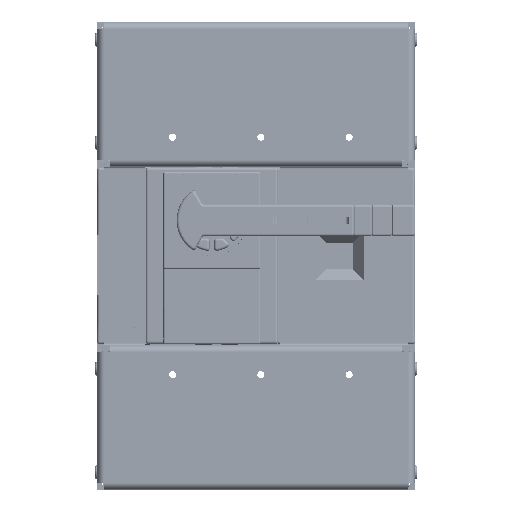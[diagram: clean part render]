
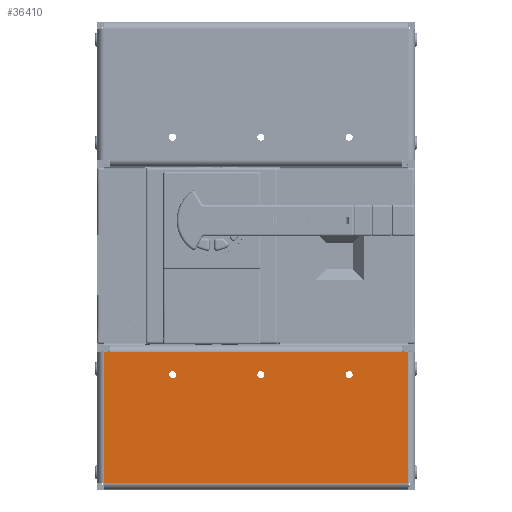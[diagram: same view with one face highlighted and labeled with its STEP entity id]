
A CAD part, top view. The second image highlights one B-rep face of the part: STEP entity #36410.
In plain terms, the highlighted planar face has unit normal (0, 0, 1).
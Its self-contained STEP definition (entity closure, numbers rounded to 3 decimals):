
#6380=LINE('',#237366,#18847);
#6413=LINE('',#237452,#18880);
#6414=LINE('',#237455,#18881);
#6415=LINE('',#237457,#18882);
#6416=LINE('',#237459,#18883);
#6417=LINE('',#237460,#18884);
#18847=VECTOR('',#186340,1.);
#18880=VECTOR('',#186421,1.);
#18881=VECTOR('',#186422,1.);
#18882=VECTOR('',#186423,1.);
#18883=VECTOR('',#186424,1.);
#18884=VECTOR('',#186425,1.);
#32779=FACE_BOUND('',#57728,.T.);
#32780=FACE_BOUND('',#57729,.T.);
#32781=FACE_BOUND('',#57730,.T.);
#32782=FACE_BOUND('',#57731,.T.);
#36410=ADVANCED_FACE('',(#32779,#32780,#32781,#32782),#43658,.T.);
#43658=PLANE('',#158680);
#57728=EDGE_LOOP('',(#78442));
#57729=EDGE_LOOP('',(#78443));
#57730=EDGE_LOOP('',(#78444));
#57731=EDGE_LOOP('',(#78445,#78446,#78447,#78448,#78449,#78450));
#78442=ORIENTED_EDGE('',*,*,#129614,.F.);
#78443=ORIENTED_EDGE('',*,*,#129615,.F.);
#78444=ORIENTED_EDGE('',*,*,#129616,.F.);
#78445=ORIENTED_EDGE('',*,*,#129617,.T.);
#78446=ORIENTED_EDGE('',*,*,#129618,.T.);
#78447=ORIENTED_EDGE('',*,*,#129619,.T.);
#78448=ORIENTED_EDGE('',*,*,#129620,.T.);
#78449=ORIENTED_EDGE('',*,*,#129571,.T.);
#78450=ORIENTED_EDGE('',*,*,#129621,.T.);
#113227=VERTEX_POINT('',#237348);
#113232=VERTEX_POINT('',#237365);
#113259=VERTEX_POINT('',#237447);
#113260=VERTEX_POINT('',#237449);
#113261=VERTEX_POINT('',#237451);
#113262=VERTEX_POINT('',#237453);
#113263=VERTEX_POINT('',#237454);
#113264=VERTEX_POINT('',#237456);
#113265=VERTEX_POINT('',#237458);
#129571=EDGE_CURVE('',#113227,#113232,#6380,.T.);
#129614=EDGE_CURVE('',#113259,#113259,#147383,.T.);
#129615=EDGE_CURVE('',#113260,#113260,#147384,.T.);
#129616=EDGE_CURVE('',#113261,#113261,#147385,.T.);
#129617=EDGE_CURVE('',#113262,#113263,#6413,.T.);
#129618=EDGE_CURVE('',#113263,#113264,#6414,.T.);
#129619=EDGE_CURVE('',#113264,#113265,#6415,.T.);
#129620=EDGE_CURVE('',#113265,#113227,#6416,.T.);
#129621=EDGE_CURVE('',#113232,#113262,#6417,.T.);
#147383=CIRCLE('',#158677,2.);
#147384=CIRCLE('',#158678,2.);
#147385=CIRCLE('',#158679,2.);
#158677=AXIS2_PLACEMENT_3D('',#237446,#186415,#186416);
#158678=AXIS2_PLACEMENT_3D('',#237448,#186417,#186418);
#158679=AXIS2_PLACEMENT_3D('',#237450,#186419,#186420);
#158680=AXIS2_PLACEMENT_3D('',#237461,#186426,#186427);
#186340=DIRECTION('',(-1.,0.,0.));
#186415=DIRECTION('',(0.,0.,1.));
#186416=DIRECTION('',(-1.,0.,0.));
#186417=DIRECTION('',(0.,0.,1.));
#186418=DIRECTION('',(-1.,0.,0.));
#186419=DIRECTION('',(0.,0.,1.));
#186420=DIRECTION('',(-1.,0.,0.));
#186421=DIRECTION('',(0.,-1.,0.));
#186422=DIRECTION('',(1.,0.,0.));
#186423=DIRECTION('',(0.,1.,0.));
#186424=DIRECTION('',(-1.,0.,0.));
#186425=DIRECTION('',(-1.,0.,0.));
#186426=DIRECTION('',(0.,0.,1.));
#186427=DIRECTION('',(0.,1.,0.));
#237348=CARTESIAN_POINT('',(107.88,-74.5,17.));
#237365=CARTESIAN_POINT('',(-57.88,-74.5,17.));
#237366=CARTESIAN_POINT('',(-62.,-74.5,17.));
#237446=CARTESIAN_POINT('',(-22.25,-87.25,17.));
#237447=CARTESIAN_POINT('',(-24.25,-87.25,17.));
#237448=CARTESIAN_POINT('',(27.75,-87.25,17.));
#237449=CARTESIAN_POINT('',(25.75,-87.25,17.));
#237450=CARTESIAN_POINT('',(77.75,-87.25,17.));
#237451=CARTESIAN_POINT('',(75.75,-87.25,17.));
#237452=CARTESIAN_POINT('',(-61.,-70.5,17.));
#237453=CARTESIAN_POINT('',(-61.,-74.5,17.));
#237454=CARTESIAN_POINT('',(-61.,-148.5,17.));
#237455=CARTESIAN_POINT('',(111.,-148.5,17.));
#237456=CARTESIAN_POINT('',(111.,-148.5,17.));
#237457=CARTESIAN_POINT('',(111.,-70.5,17.));
#237458=CARTESIAN_POINT('',(111.,-74.5,17.));
#237459=CARTESIAN_POINT('',(-62.,-74.5,17.));
#237460=CARTESIAN_POINT('',(-62.,-74.5,17.));
#237461=CARTESIAN_POINT('',(-62.,-70.5,17.));
